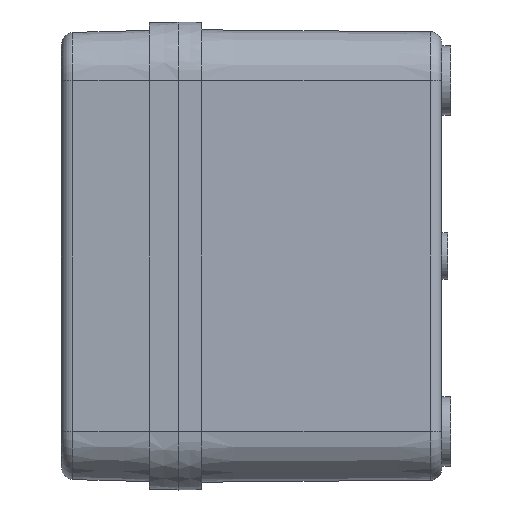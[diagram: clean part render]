
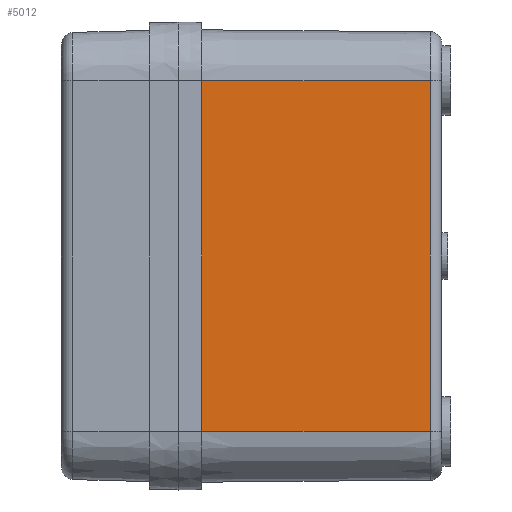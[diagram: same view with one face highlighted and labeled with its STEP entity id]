
A CAD part, left-side view. The second image highlights one B-rep face of the part: STEP entity #5012.
In plain terms, the highlighted planar face has unit normal (-1, -0.009, 0).
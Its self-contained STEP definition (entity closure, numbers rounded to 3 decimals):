
#1372 = DIRECTION ( 'NONE',  ( 0., 0., 1. ) ) ;
#1966 = EDGE_CURVE ( 'NONE', #6618, #4142, #3664, .T. ) ;
#2230 = LINE ( 'NONE', #6899, #6861 ) ;
#2589 = EDGE_CURVE ( 'NONE', #6618, #7996, #5911, .T. ) ;
#2947 = CARTESIAN_POINT ( 'NONE',  ( -83.665, -4., -30. ) ) ;
#3329 = VECTOR ( 'NONE', #6319, 1000. ) ;
#3664 = LINE ( 'NONE', #5715, #8579 ) ;
#3897 = ORIENTED_EDGE ( 'NONE', *, *, #13008, .F. ) ;
#4142 = VERTEX_POINT ( 'NONE', #5570 ) ;
#4349 = VERTEX_POINT ( 'NONE', #13235 ) ;
#5012 = ADVANCED_FACE ( 'NONE', ( #5674 ), #6104, .T. ) ;
#5570 = CARTESIAN_POINT ( 'NONE',  ( -83.665, -4., -30. ) ) ;
#5674 = FACE_OUTER_BOUND ( 'NONE', #12515, .T. ) ;
#5681 = DIRECTION ( 'NONE',  ( -1., -0.009, 0. ) ) ;
#5715 = CARTESIAN_POINT ( 'NONE',  ( -83.7, 0., -30. ) ) ;
#5911 = LINE ( 'NONE', #11565, #10421 ) ;
#6104 = PLANE ( 'NONE',  #12085 ) ;
#6319 = DIRECTION ( 'NONE',  ( 0., 0., 1. ) ) ;
#6618 = VERTEX_POINT ( 'NONE', #10368 ) ;
#6738 = DIRECTION ( 'NONE',  ( -0.009, 1., 0. ) ) ;
#6861 = VECTOR ( 'NONE', #7078, 1000. ) ;
#6899 = CARTESIAN_POINT ( 'NONE',  ( -83.7, 0., 30. ) ) ;
#7078 = DIRECTION ( 'NONE',  ( -0.009, 1., 0. ) ) ;
#7443 = CARTESIAN_POINT ( 'NONE',  ( -83.7, 0., -30. ) ) ;
#7996 = VERTEX_POINT ( 'NONE', #12455 ) ;
#8478 = EDGE_CURVE ( 'NONE', #7996, #4349, #2230, .T. ) ;
#8579 = VECTOR ( 'NONE', #6738, 1000. ) ;
#8690 = ORIENTED_EDGE ( 'NONE', *, *, #1966, .F. ) ;
#8954 = ORIENTED_EDGE ( 'NONE', *, *, #2589, .T. ) ;
#10368 = CARTESIAN_POINT ( 'NONE',  ( -83.325, -43.017, -30. ) ) ;
#10421 = VECTOR ( 'NONE', #1372, 1000. ) ;
#11565 = CARTESIAN_POINT ( 'NONE',  ( -83.325, -43.017, 30. ) ) ;
#11993 = DIRECTION ( 'NONE',  ( 0.009, -1., 0. ) ) ;
#12085 = AXIS2_PLACEMENT_3D ( 'NONE', #7443, #5681, #11993 ) ;
#12455 = CARTESIAN_POINT ( 'NONE',  ( -83.325, -43.017, 30. ) ) ;
#12497 = LINE ( 'NONE', #2947, #3329 ) ;
#12515 = EDGE_LOOP ( 'NONE', ( #8690, #8954, #13212, #3897 ) ) ;
#13008 = EDGE_CURVE ( 'NONE', #4142, #4349, #12497, .T. ) ;
#13212 = ORIENTED_EDGE ( 'NONE', *, *, #8478, .T. ) ;
#13235 = CARTESIAN_POINT ( 'NONE',  ( -83.665, -4., 30. ) ) ;
